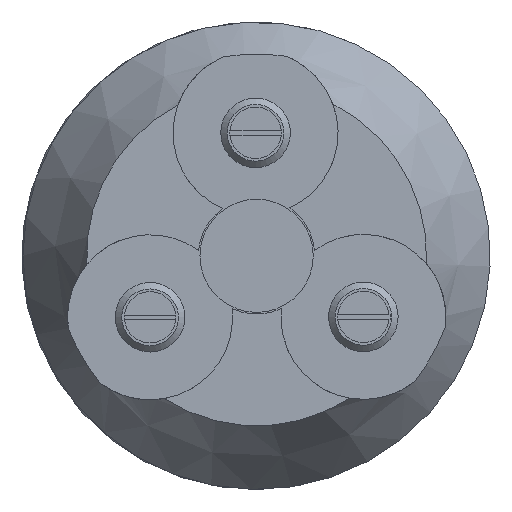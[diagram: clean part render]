
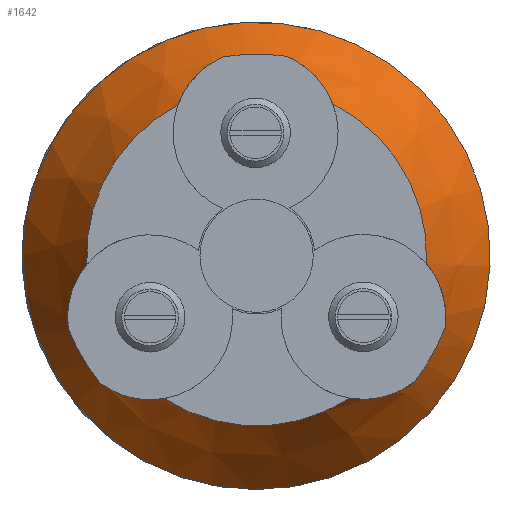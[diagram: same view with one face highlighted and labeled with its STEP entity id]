
A CAD part, front view. The second image highlights one B-rep face of the part: STEP entity #1642.
In plain terms, the highlighted conical face has half-angle 31.5 degrees and reference radius 31.18 mm.
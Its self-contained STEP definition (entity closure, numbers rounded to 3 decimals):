
#13=B_SPLINE_CURVE_WITH_KNOTS('',3,(#2682,#2683,#2684,#2685,#2686,#2687,
#2688,#2689,#2690,#2691),.UNSPECIFIED.,.F.,.F.,(4,2,2,2,4),(1.19,
1.732,2.077,2.422,2.473),
 .UNSPECIFIED.);
#14=B_SPLINE_CURVE_WITH_KNOTS('',3,(#2695,#2696,#2697,#2698,#2699,#2700,
#2701,#2702,#2703,#2704),.UNSPECIFIED.,.F.,.F.,(4,2,2,2,4),(3.438,
3.488,3.833,4.178,4.72),
 .UNSPECIFIED.);
#15=B_SPLINE_CURVE_WITH_KNOTS('',3,(#2708,#2709,#2710,#2711,#2712,#2713,
#2714,#2715,#2716,#2717),.UNSPECIFIED.,.F.,.F.,(4,2,2,2,4),(1.19,
1.732,2.077,2.422,2.472),
 .UNSPECIFIED.);
#16=B_SPLINE_CURVE_WITH_KNOTS('',3,(#2721,#2722,#2723,#2724,#2725,#2726,
#2727,#2728,#2729,#2730),.UNSPECIFIED.,.F.,.F.,(4,2,2,2,4),(3.438,
3.488,3.833,4.178,4.72),
 .UNSPECIFIED.);
#17=B_SPLINE_CURVE_WITH_KNOTS('',3,(#2734,#2735,#2736,#2737,#2738,#2739,
#2740,#2741,#2742,#2743),.UNSPECIFIED.,.F.,.F.,(4,2,2,2,4),(1.19,
1.732,2.077,2.422,2.473),
 .UNSPECIFIED.);
#18=B_SPLINE_CURVE_WITH_KNOTS('',3,(#2747,#2748,#2749,#2750,#2751,#2752,
#2753,#2754,#2755,#2756),.UNSPECIFIED.,.F.,.F.,(4,2,2,2,4),(3.438,
3.488,3.833,4.178,4.72),
 .UNSPECIFIED.);
#25=CONICAL_SURFACE('',#1785,31.18,0.55);
#36=FACE_BOUND('',#263,.T.);
#149=FACE_OUTER_BOUND('',#262,.T.);
#262=EDGE_LOOP('',(#1221));
#263=EDGE_LOOP('',(#1222,#1223,#1224,#1225,#1226,#1227,#1228,#1229,#1230,
#1231,#1232,#1233));
#601=CIRCLE('',#1786,36.094);
#602=CIRCLE('',#1787,26.266);
#603=CIRCLE('',#1788,31.168);
#604=CIRCLE('',#1789,26.266);
#605=CIRCLE('',#1790,31.168);
#606=CIRCLE('',#1791,26.266);
#607=CIRCLE('',#1792,31.168);
#739=VERTEX_POINT('',#2678);
#740=VERTEX_POINT('',#2680);
#741=VERTEX_POINT('',#2681);
#742=VERTEX_POINT('',#2692);
#743=VERTEX_POINT('',#2694);
#744=VERTEX_POINT('',#2705);
#745=VERTEX_POINT('',#2707);
#746=VERTEX_POINT('',#2718);
#747=VERTEX_POINT('',#2720);
#748=VERTEX_POINT('',#2731);
#749=VERTEX_POINT('',#2733);
#750=VERTEX_POINT('',#2744);
#751=VERTEX_POINT('',#2746);
#923=EDGE_CURVE('',#739,#739,#601,.T.);
#924=EDGE_CURVE('',#740,#741,#13,.T.);
#925=EDGE_CURVE('',#740,#742,#602,.T.);
#926=EDGE_CURVE('',#743,#742,#14,.T.);
#927=EDGE_CURVE('',#743,#744,#603,.T.);
#928=EDGE_CURVE('',#745,#744,#15,.T.);
#929=EDGE_CURVE('',#745,#746,#604,.T.);
#930=EDGE_CURVE('',#747,#746,#16,.T.);
#931=EDGE_CURVE('',#747,#748,#605,.T.);
#932=EDGE_CURVE('',#749,#748,#17,.T.);
#933=EDGE_CURVE('',#749,#750,#606,.T.);
#934=EDGE_CURVE('',#751,#750,#18,.T.);
#935=EDGE_CURVE('',#751,#741,#607,.T.);
#1221=ORIENTED_EDGE('',*,*,#923,.T.);
#1222=ORIENTED_EDGE('',*,*,#924,.F.);
#1223=ORIENTED_EDGE('',*,*,#925,.T.);
#1224=ORIENTED_EDGE('',*,*,#926,.F.);
#1225=ORIENTED_EDGE('',*,*,#927,.T.);
#1226=ORIENTED_EDGE('',*,*,#928,.F.);
#1227=ORIENTED_EDGE('',*,*,#929,.T.);
#1228=ORIENTED_EDGE('',*,*,#930,.F.);
#1229=ORIENTED_EDGE('',*,*,#931,.T.);
#1230=ORIENTED_EDGE('',*,*,#932,.F.);
#1231=ORIENTED_EDGE('',*,*,#933,.T.);
#1232=ORIENTED_EDGE('',*,*,#934,.F.);
#1233=ORIENTED_EDGE('',*,*,#935,.T.);
#1642=ADVANCED_FACE('',(#149,#36),#25,.T.);
#1785=AXIS2_PLACEMENT_3D('',#2677,#2127,#2128);
#1786=AXIS2_PLACEMENT_3D('',#2679,#2129,#2130);
#1787=AXIS2_PLACEMENT_3D('',#2693,#2131,#2132);
#1788=AXIS2_PLACEMENT_3D('',#2706,#2133,#2134);
#1789=AXIS2_PLACEMENT_3D('',#2719,#2135,#2136);
#1790=AXIS2_PLACEMENT_3D('',#2732,#2137,#2138);
#1791=AXIS2_PLACEMENT_3D('',#2745,#2139,#2140);
#1792=AXIS2_PLACEMENT_3D('',#2757,#2141,#2142);
#2127=DIRECTION('center_axis',(0.,1.,0.));
#2128=DIRECTION('ref_axis',(1.,0.,0.));
#2129=DIRECTION('center_axis',(0.,-1.,0.));
#2130=DIRECTION('ref_axis',(1.,0.,0.));
#2131=DIRECTION('center_axis',(0.,1.,0.));
#2132=DIRECTION('ref_axis',(1.,0.,0.));
#2133=DIRECTION('center_axis',(0.,1.,0.));
#2134=DIRECTION('ref_axis',(1.,0.,0.));
#2135=DIRECTION('center_axis',(0.,1.,0.));
#2136=DIRECTION('ref_axis',(1.,0.,0.));
#2137=DIRECTION('center_axis',(0.,1.,0.));
#2138=DIRECTION('ref_axis',(1.,0.,0.));
#2139=DIRECTION('center_axis',(0.,1.,0.));
#2140=DIRECTION('ref_axis',(1.,0.,0.));
#2141=DIRECTION('center_axis',(0.,1.,0.));
#2142=DIRECTION('ref_axis',(1.,0.,0.));
#2677=CARTESIAN_POINT('Origin',(0.,7.019,0.));
#2678=CARTESIAN_POINT('',(-36.094,15.038,0.));
#2679=CARTESIAN_POINT('Origin',(0.,15.038,0.));
#2680=CARTESIAN_POINT('',(-26.233,-1.,-1.312));
#2681=CARTESIAN_POINT('',(-29.095,7.,-11.177));
#2682=CARTESIAN_POINT('Ctrl Pts',(-26.233,-1.,
-1.312));
#2683=CARTESIAN_POINT('Ctrl Pts',(-27.053,0.416,-2.292));
#2684=CARTESIAN_POINT('Ctrl Pts',(-27.757,1.738,-3.434));
#2685=CARTESIAN_POINT('Ctrl Pts',(-28.602,3.657,-5.518));
#2686=CARTESIAN_POINT('Ctrl Pts',(-28.888,4.424,-6.478));
#2687=CARTESIAN_POINT('Ctrl Pts',(-29.214,5.782,-8.543));
#2688=CARTESIAN_POINT('Ctrl Pts',(-29.25,6.371,-9.648));
#2689=CARTESIAN_POINT('Ctrl Pts',(-29.134,6.876,-10.86));
#2690=CARTESIAN_POINT('Ctrl Pts',(-29.117,6.939,-11.017));
#2691=CARTESIAN_POINT('Ctrl Pts',(-29.095,7.,-11.177));
#2692=CARTESIAN_POINT('',(-12.173,-1.,23.275));
#2693=CARTESIAN_POINT('Origin',(0.,-1.,0.));
#2694=CARTESIAN_POINT('',(-5.125,7.,30.744));
#2695=CARTESIAN_POINT('Ctrl Pts',(-5.125,7.,30.744));
#2696=CARTESIAN_POINT('Ctrl Pts',(-5.272,6.939,30.682));
#2697=CARTESIAN_POINT('Ctrl Pts',(-5.416,6.877,30.618));
#2698=CARTESIAN_POINT('Ctrl Pts',(-6.518,6.372,30.103));
#2699=CARTESIAN_POINT('Ctrl Pts',(-7.453,5.783,29.511));
#2700=CARTESIAN_POINT('Ctrl Pts',(-9.067,4.425,28.184));
#2701=CARTESIAN_POINT('Ctrl Pts',(-9.749,3.658,27.45));
#2702=CARTESIAN_POINT('Ctrl Pts',(-11.117,1.738,25.664));
#2703=CARTESIAN_POINT('Ctrl Pts',(-11.745,0.417,24.479));
#2704=CARTESIAN_POINT('Ctrl Pts',(-12.173,-1.,
23.275));
#2705=CARTESIAN_POINT('',(4.603,7.,30.827));
#2706=CARTESIAN_POINT('Origin',(0.,7.,0.));
#2707=CARTESIAN_POINT('',(11.777,-1.,23.478));
#2708=CARTESIAN_POINT('Ctrl Pts',(11.777,-1.,23.478));
#2709=CARTESIAN_POINT('Ctrl Pts',(11.328,0.417,24.674));
#2710=CARTESIAN_POINT('Ctrl Pts',(10.681,1.738,25.849));
#2711=CARTESIAN_POINT('Ctrl Pts',(9.282,3.658,27.611));
#2712=CARTESIAN_POINT('Ctrl Pts',(8.588,4.425,28.333));
#2713=CARTESIAN_POINT('Ctrl Pts',(6.951,5.783,29.633));
#2714=CARTESIAN_POINT('Ctrl Pts',(6.007,6.372,30.209));
#2715=CARTESIAN_POINT('Ctrl Pts',(4.896,6.877,30.705));
#2716=CARTESIAN_POINT('Ctrl Pts',(4.751,6.939,30.767));
#2717=CARTESIAN_POINT('Ctrl Pts',(4.603,7.,30.827));
#2718=CARTESIAN_POINT('',(26.238,-1.,-1.219));
#2719=CARTESIAN_POINT('Origin',(0.,-1.,0.));
#2720=CARTESIAN_POINT('',(29.135,7.,-11.074));
#2721=CARTESIAN_POINT('Ctrl Pts',(29.135,7.,-11.074));
#2722=CARTESIAN_POINT('Ctrl Pts',(29.155,6.939,-10.914));
#2723=CARTESIAN_POINT('Ctrl Pts',(29.173,6.876,-10.756));
#2724=CARTESIAN_POINT('Ctrl Pts',(29.284,6.371,-9.544));
#2725=CARTESIAN_POINT('Ctrl Pts',(29.244,5.782,-8.439));
#2726=CARTESIAN_POINT('Ctrl Pts',(28.911,4.424,-6.375));
#2727=CARTESIAN_POINT('Ctrl Pts',(28.621,3.657,-5.417));
#2728=CARTESIAN_POINT('Ctrl Pts',(27.769,1.738,-3.335));
#2729=CARTESIAN_POINT('Ctrl Pts',(27.061,0.416,-2.196));
#2730=CARTESIAN_POINT('Ctrl Pts',(26.238,-1.,-1.219));
#2731=CARTESIAN_POINT('',(24.306,7.,-19.512));
#2732=CARTESIAN_POINT('Origin',(0.,7.,0.));
#2733=CARTESIAN_POINT('',(14.341,-1.,-22.005));
#2734=CARTESIAN_POINT('Ctrl Pts',(14.341,-1.,-22.005));
#2735=CARTESIAN_POINT('Ctrl Pts',(15.6,0.416,-22.221));
#2736=CARTESIAN_POINT('Ctrl Pts',(16.941,1.738,-22.254));
#2737=CARTESIAN_POINT('Ctrl Pts',(19.168,3.657,-21.934));
#2738=CARTESIAN_POINT('Ctrl Pts',(20.141,4.424,-21.699));
#2739=CARTESIAN_POINT('Ctrl Pts',(22.089,5.782,-20.941));
#2740=CARTESIAN_POINT('Ctrl Pts',(23.062,6.371,-20.415));
#2741=CARTESIAN_POINT('Ctrl Pts',(24.051,6.876,-19.705));
#2742=CARTESIAN_POINT('Ctrl Pts',(24.178,6.939,-19.611));
#2743=CARTESIAN_POINT('Ctrl Pts',(24.306,7.,-19.512));
#2744=CARTESIAN_POINT('',(-14.263,-1.,-22.056));
#2745=CARTESIAN_POINT('Origin',(0.,-1.,0.));
#2746=CARTESIAN_POINT('',(-24.236,7.,-19.598));
#2747=CARTESIAN_POINT('Ctrl Pts',(-24.236,7.,-19.598));
#2748=CARTESIAN_POINT('Ctrl Pts',(-24.108,6.939,-19.696));
#2749=CARTESIAN_POINT('Ctrl Pts',(-23.981,6.876,-19.791));
#2750=CARTESIAN_POINT('Ctrl Pts',(-22.989,6.371,-20.497));
#2751=CARTESIAN_POINT('Ctrl Pts',(-22.014,5.782,-21.019));
#2752=CARTESIAN_POINT('Ctrl Pts',(-20.064,4.424,-21.77));
#2753=CARTESIAN_POINT('Ctrl Pts',(-19.09,3.657,-22.002));
#2754=CARTESIAN_POINT('Ctrl Pts',(-16.862,1.738,-22.314));
#2755=CARTESIAN_POINT('Ctrl Pts',(-15.521,0.416,-22.276));
#2756=CARTESIAN_POINT('Ctrl Pts',(-14.263,-1.,-22.056));
#2757=CARTESIAN_POINT('Origin',(0.,7.,0.));
